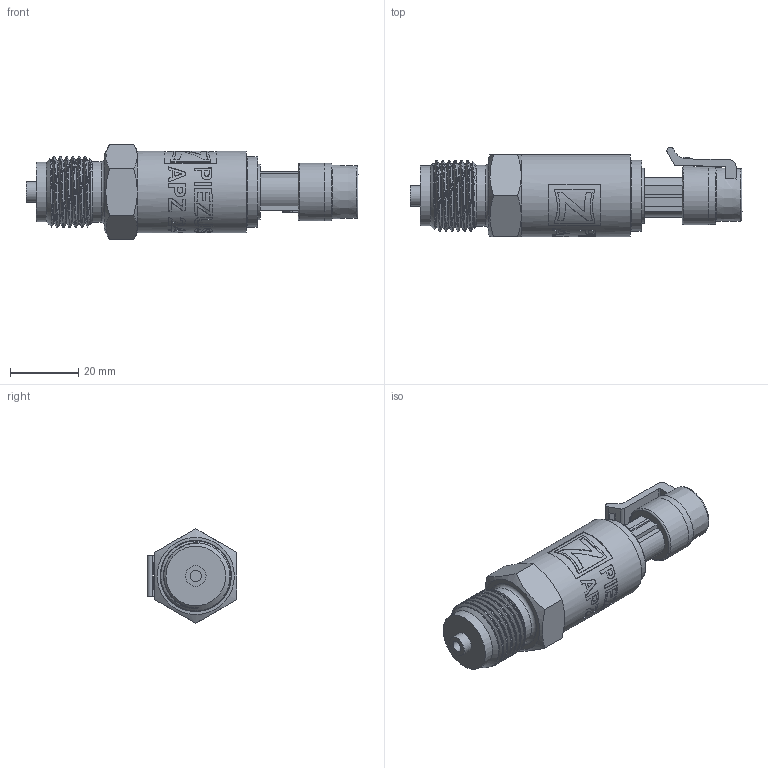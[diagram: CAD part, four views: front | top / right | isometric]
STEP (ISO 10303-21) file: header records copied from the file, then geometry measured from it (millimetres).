
FILE_DESCRIPTION(/* description */ (''),/* implementation_level */ '2;1');
FILE_NAME(/* name */ 'APZ2412_G1''2EN_Packard.step',/* time_stamp */ '2021-07-19T10:38:03+03:00',/* author */ (''),/* organization */ (''),/* preprocessor_version */ 'ST-DEVELOPER v18.1',/* originating_system */ 'Autodesk Translation Framework v10.9.0.1377',/* authorisation */ '');
FILE_SCHEMA (('AUTOMOTIVE_DESIGN { 1 0 10303 214 3 1 1 }'));
Length unit declared in the file: millimetre
Products named in the file (6): АПЗ 2422 (2412,2410) - filled; G1/2 EN; Стакан; Адаптер Packard; Packard male v13; Packard female v5
Assembly tree (5 placements, depth 2):
  АПЗ 2422 (2412,2410) - filled
    G1/2 EN
    Стакан
    Адаптер Packard
    Packard male v13
    Packard female v5
Bounding box: 97.28 x 26.22 x 27.71 mm (x, y, z)
Volume: 29185.5 mm3; surface area: 13566.9 mm2
Topology: 10 solids, 10 shells, 472 faces, 1215 edges, 805 vertices
Faces by surface type: bspline 217, plane 156, cylinder 64, cone 26, torus 9
Full cylindrical faces by diameter (mm): 1.5 x3, 3.3 x1, 6 x1, 10.123 x1, 12 x1, 12.623 x2, 13.9 x1, 16.2 x1, 16.9 x1, 17.5 x1, 17.8 x1, 18.2 x1, 18.6 x1, 18.631 x6, 20.2 x2, 20.8 x1, 24 x1
Entity records: 21380 total; most frequent: CARTESIAN_POINT 11118, ORIENTED_EDGE 2430, DIRECTION 1416, EDGE_CURVE 1215, VERTEX_POINT 805, LINE 544, VECTOR 544, EDGE_LOOP 526
